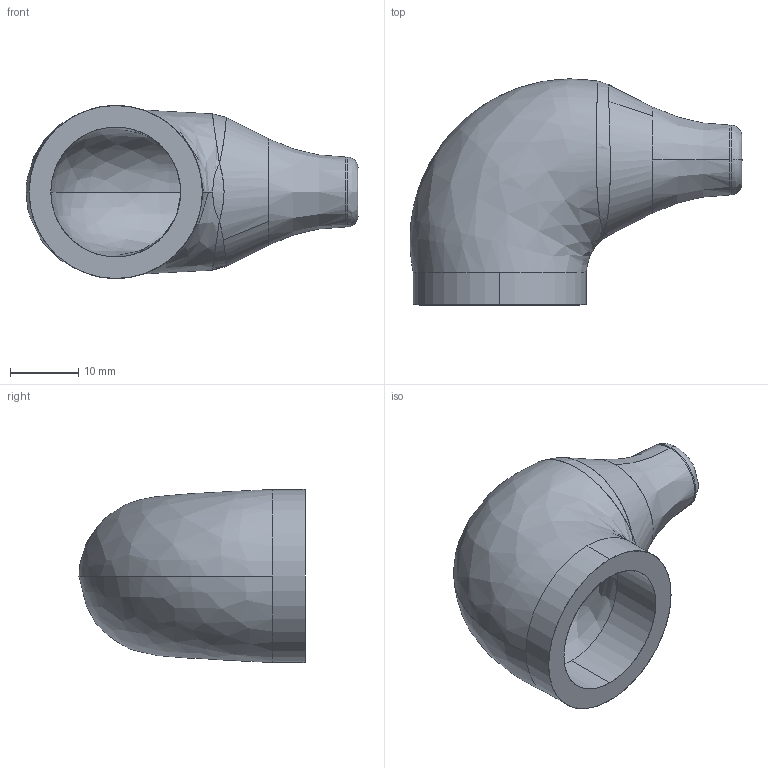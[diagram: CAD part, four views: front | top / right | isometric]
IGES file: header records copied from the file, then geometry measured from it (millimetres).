
Start section: SolidWorks IGES file using analytic representation for surfaces
Global section: file name: NU1R.IGS; native system: SolidWorks 2013; preprocessor: SolidWorks 2013; author: office; date: 150225.133009; units: inch
Bounding box: 48.74 x 33.18 x 25.4 mm (x, y, z)
Surface area: 6038.8 mm2 (no closed solid volume)
Topology: 0 solids, 0 shells, 27 faces, 465 edges, 465 vertices
Faces by surface type: bspline 17, revolution 10
